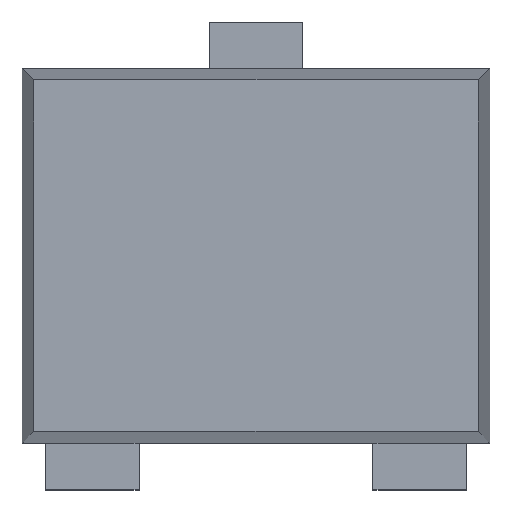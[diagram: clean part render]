
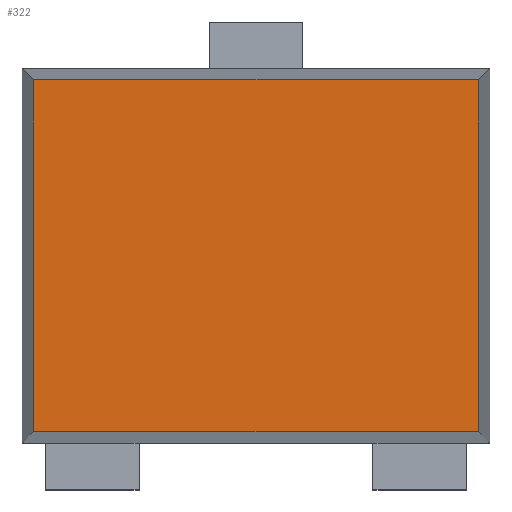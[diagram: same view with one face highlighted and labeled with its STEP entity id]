
A CAD part, top view. The second image highlights one B-rep face of the part: STEP entity #322.
In plain terms, the highlighted planar face has unit normal (0, 0, 1).
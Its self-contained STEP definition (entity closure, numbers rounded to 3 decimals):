
#27=VECTOR('',#28,1.);
#28=DIRECTION('',(0.,-1.,0.));
#51=VECTOR('',#52,1.);
#52=DIRECTION('',(1.,0.,0.));
#60=VECTOR('',#61,1.);
#61=DIRECTION('',(-1.,0.,0.));
#74=VECTOR('',#75,1.);
#75=DIRECTION('',(0.,1.,0.));
#92=DIRECTION('',(0.,0.,-1.));
#118=VERTEX_POINT('',#119);
#119=CARTESIAN_POINT('',(-0.476,-0.376,0.5));
#122=EDGE_CURVE('',#123,#118,#125,.T.);
#123=VERTEX_POINT('',#124);
#124=CARTESIAN_POINT('',(-0.476,0.376,0.5));
#125=LINE('',#124,#27);
#293=VERTEX_POINT('',#294);
#294=CARTESIAN_POINT('',(0.476,-0.376,0.5));
#297=EDGE_CURVE('',#118,#293,#298,.T.);
#298=LINE('',#119,#51);
#322=ADVANCED_FACE('',(#323),#335,.F.);
#323=FACE_BOUND('',#324,.T.);
#324=EDGE_LOOP('',(#325,#326,#331,#334));
#325=ORIENTED_EDGE('',*,*,#297,.T.);
#326=ORIENTED_EDGE('',*,*,#327,.T.);
#327=EDGE_CURVE('',#293,#328,#330,.T.);
#328=VERTEX_POINT('',#329);
#329=CARTESIAN_POINT('',(0.476,0.376,0.5));
#330=LINE('',#294,#74);
#331=ORIENTED_EDGE('',*,*,#332,.T.);
#332=EDGE_CURVE('',#328,#123,#333,.T.);
#333=LINE('',#329,#60);
#334=ORIENTED_EDGE('',*,*,#122,.T.);
#335=PLANE('',#336);
#336=AXIS2_PLACEMENT_3D('',#119,#92,#337);
#337=DIRECTION('',(0.785,0.62,0.));
